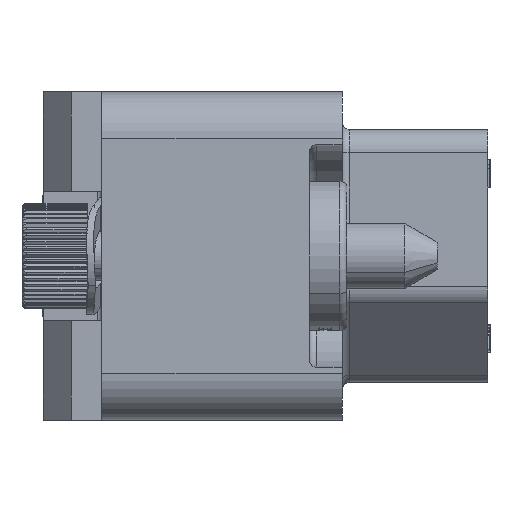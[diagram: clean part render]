
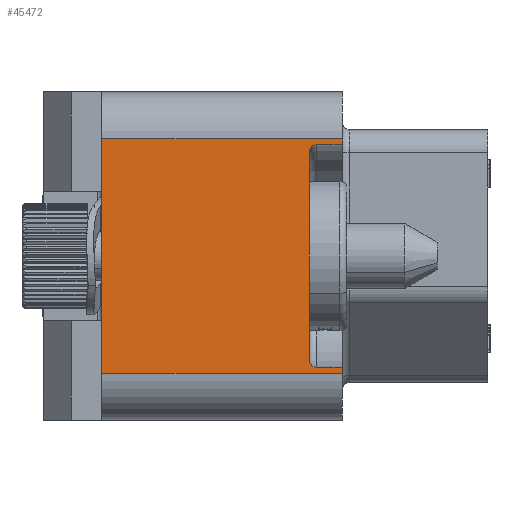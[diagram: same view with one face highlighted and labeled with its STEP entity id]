
A CAD part, left-side view. The second image highlights one B-rep face of the part: STEP entity #45472.
In plain terms, the highlighted planar face has unit normal (-1, 0, 0).
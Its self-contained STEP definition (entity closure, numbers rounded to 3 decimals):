
#896=DIRECTION('',(0.,0.,-1.));
#897=VECTOR('',#896,10.);
#898=CARTESIAN_POINT('',(-40.,10.25,5.));
#899=LINE('',#898,#897);
#949=DIRECTION('',(0.,-1.,0.));
#950=VECTOR('',#949,10.25);
#951=CARTESIAN_POINT('',(-40.,10.25,5.));
#952=LINE('',#951,#950);
#1155=DIRECTION('',(0.,1.,0.));
#1156=VECTOR('',#1155,10.25);
#1157=CARTESIAN_POINT('',(-40.,0.,-5.));
#1158=LINE('',#1157,#1156);
#1164=DIRECTION('',(0.,0.,1.));
#1165=VECTOR('',#1164,8.9);
#1166=CARTESIAN_POINT('',(-40.,1.4,-4.45));
#1167=LINE('',#1166,#1165);
#1168=DIRECTION('',(0.,1.,0.));
#1169=VECTOR('',#1168,1.1);
#1170=CARTESIAN_POINT('',(-40.,0.,-4.75));
#1171=LINE('',#1170,#1169);
#1172=DIRECTION('',(0.,0.,-1.));
#1173=VECTOR('',#1172,0.25);
#1174=CARTESIAN_POINT('',(-40.,0.,-4.75));
#1175=LINE('',#1174,#1173);
#1176=DIRECTION('',(0.,0.,-1.));
#1177=VECTOR('',#1176,0.25);
#1178=CARTESIAN_POINT('',(-40.,0.,5.));
#1179=LINE('',#1178,#1177);
#1180=DIRECTION('',(0.,1.,0.));
#1181=VECTOR('',#1180,1.1);
#1182=CARTESIAN_POINT('',(-40.,0.,4.75));
#1183=LINE('',#1182,#1181);
#1207=CARTESIAN_POINT('',(-40.,1.1,-4.45));
#1208=DIRECTION('',(1.,0.,0.));
#1209=DIRECTION('',(0.,0.,-1.));
#1210=AXIS2_PLACEMENT_3D('',#1207,#1208,#1209);
#1231=CARTESIAN_POINT('',(-40.,1.1,4.45));
#1232=DIRECTION('',(1.,0.,0.));
#1233=DIRECTION('',(0.,1.,0.));
#1234=AXIS2_PLACEMENT_3D('',#1231,#1232,#1233);
#36892=CARTESIAN_POINT('',(-40.,0.,5.));
#36893=VERTEX_POINT('',#36892);
#36894=CARTESIAN_POINT('',(-40.,10.25,5.));
#36895=VERTEX_POINT('',#36894);
#36900=CARTESIAN_POINT('',(-40.,10.25,-5.));
#36901=VERTEX_POINT('',#36900);
#36902=CARTESIAN_POINT('',(-40.,0.,-5.));
#36903=VERTEX_POINT('',#36902);
#36912=CARTESIAN_POINT('',(-40.,0.,-4.75));
#36914=VERTEX_POINT('',#36912);
#36918=CARTESIAN_POINT('',(-40.,0.,4.75));
#36919=VERTEX_POINT('',#36918);
#37129=CARTESIAN_POINT('',(-40.,1.4,-4.45));
#37131=VERTEX_POINT('',#37129);
#37133=CARTESIAN_POINT('',(-40.,1.1,-4.75));
#37135=VERTEX_POINT('',#37133);
#37140=CARTESIAN_POINT('',(-40.,1.4,4.45));
#37141=VERTEX_POINT('',#37140);
#37142=CARTESIAN_POINT('',(-40.,1.1,4.75));
#37143=VERTEX_POINT('',#37142);
#45450=CARTESIAN_POINT('',(-40.,0.,7.));
#45451=DIRECTION('',(-1.,0.,0.));
#45452=DIRECTION('',(0.,1.,0.));
#45453=AXIS2_PLACEMENT_3D('',#45450,#45451,#45452);
#45454=PLANE('',#45453);
#45456=ORIENTED_EDGE('',*,*,#45455,.F.);
#45458=ORIENTED_EDGE('',*,*,#45457,.F.);
#45460=ORIENTED_EDGE('',*,*,#45459,.F.);
#45461=ORIENTED_EDGE('',*,*,#45369,.T.);
#45462=ORIENTED_EDGE('',*,*,#45444,.T.);
#45463=ORIENTED_EDGE('',*,*,#45141,.F.);
#45464=ORIENTED_EDGE('',*,*,#45193,.T.);
#45465=ORIENTED_EDGE('',*,*,#45377,.T.);
#45467=ORIENTED_EDGE('',*,*,#45466,.T.);
#45469=ORIENTED_EDGE('',*,*,#45468,.F.);
#45470=EDGE_LOOP('',(#45456,#45458,#45460,#45461,#45462,#45463,#45464,#45465,
#45467,#45469));
#45471=FACE_OUTER_BOUND('',#45470,.F.);
#45472=ADVANCED_FACE('',(#45471),#45454,.T.);
#1211=CIRCLE('',#1210,0.3);
#1235=CIRCLE('',#1234,0.3);
#45141=EDGE_CURVE('',#36895,#36901,#899,.T.);
#45193=EDGE_CURVE('',#36895,#36893,#952,.T.);
#45369=EDGE_CURVE('',#36914,#36903,#1175,.T.);
#45377=EDGE_CURVE('',#36893,#36919,#1179,.T.);
#45444=EDGE_CURVE('',#36903,#36901,#1158,.T.);
#45455=EDGE_CURVE('',#37131,#37141,#1167,.T.);
#45457=EDGE_CURVE('',#37135,#37131,#1211,.T.);
#45459=EDGE_CURVE('',#36914,#37135,#1171,.T.);
#45466=EDGE_CURVE('',#36919,#37143,#1183,.T.);
#45468=EDGE_CURVE('',#37141,#37143,#1235,.T.);
